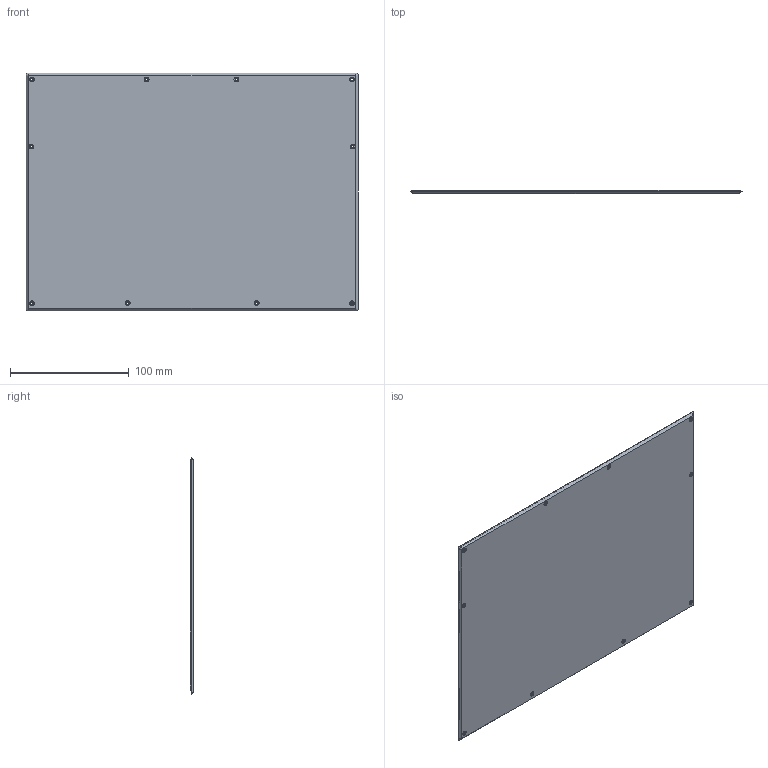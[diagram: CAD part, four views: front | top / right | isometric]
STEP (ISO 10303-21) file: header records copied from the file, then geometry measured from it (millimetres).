
FILE_DESCRIPTION(/* description */ (''),/* implementation_level */ '2;1');
FILE_NAME(/* name */ 'bottom closing_25.02.20.step',/* time_stamp */ '2020-02-26T21:06:05+01:00',/* author */ (''),/* organization */ (''),/* preprocessor_version */ 'ST-DEVELOPER v18',/* originating_system */ 'Autodesk Translation Framework v8.12.0.6',/* authorisation */ '');
FILE_SCHEMA (('AUTOMOTIVE_DESIGN { 1 0 10303 214 3 1 1 }'));
Length unit declared in the file: millimetre
Products named in the file (1): bottom closing
Bounding box: 280 x 3 x 200.02 mm (x, y, z)
Volume: 164121.3 mm3; surface area: 113928.6 mm2
Topology: 1 solids, 1 shells, 74 faces, 183 edges, 122 vertices
Faces by surface type: cylinder 40, plane 34
Full cylindrical faces by diameter (mm): 2 x10, 4 x10
Entity records: 2317 total; most frequent: DIRECTION 423, CARTESIAN_POINT 380, ORIENTED_EDGE 366, EDGE_CURVE 183, AXIS2_PLACEMENT_3D 165, VERTEX_POINT 122, EDGE_LOOP 105, LINE 93
